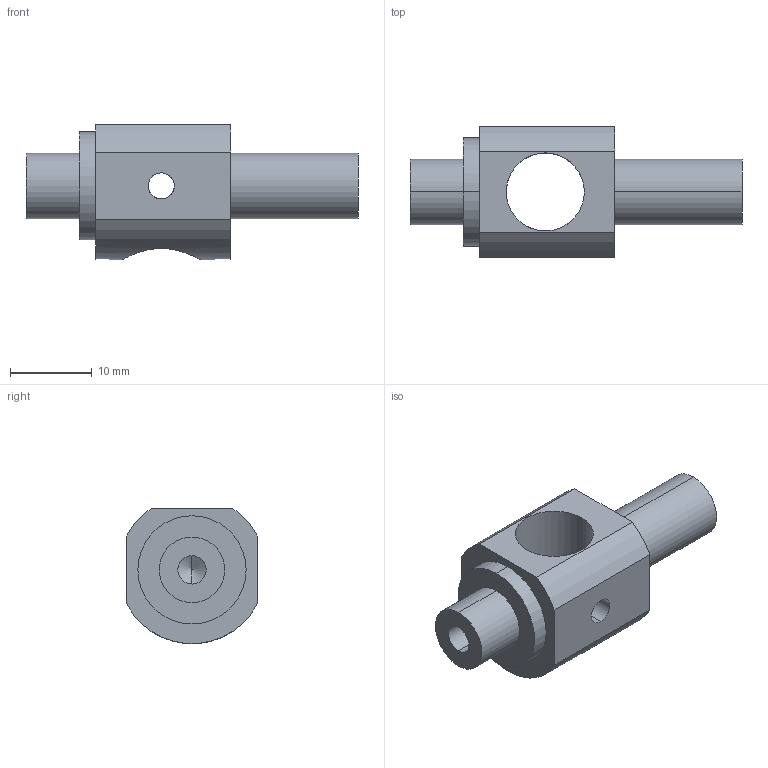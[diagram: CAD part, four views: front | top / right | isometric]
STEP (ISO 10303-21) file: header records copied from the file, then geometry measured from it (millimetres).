
FILE_DESCRIPTION (( 'STEP AP203' ), '1' );
FILE_NAME ('LAS-01-0002.step', '2020-09-30T00:21:19', ( '' ), ( '' ), 'SwSTEP 2.0', 'SolidWorks 2020', '' );
FILE_SCHEMA (( 'CONFIG_CONTROL_DESIGN' ));
Length unit declared in the file: millimetre
Products named in the file (1): LAS-01-0002
Bounding box: 40.5 x 16 x 16.5 mm (x, y, z)
Volume: 3917.9 mm3; surface area: 2494 mm2
Topology: 1 solids, 1 shells, 29 faces, 69 edges, 44 vertices
Faces by surface type: cylinder 17, plane 8, cone 4
Entity records: 1165 total; most frequent: CARTESIAN_POINT 386, DIRECTION 151, ORIENTED_EDGE 138, EDGE_CURVE 69, AXIS2_PLACEMENT_3D 60, VERTEX_POINT 44, EDGE_LOOP 39, LINE 31
